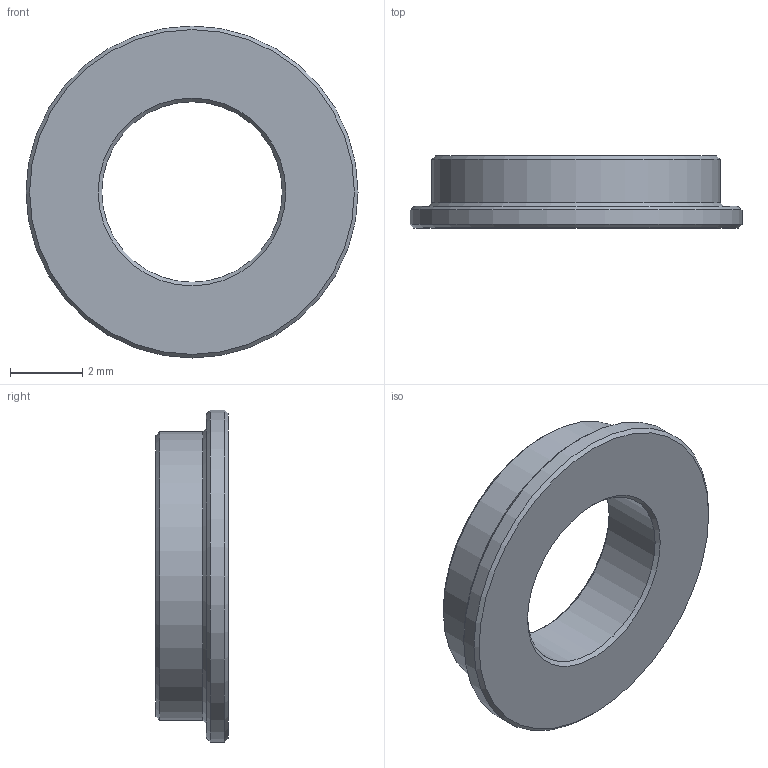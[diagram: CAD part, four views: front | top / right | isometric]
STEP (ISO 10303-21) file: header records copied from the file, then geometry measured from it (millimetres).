
FILE_DESCRIPTION(/* description */ (''),/* implementation_level */ '2;1');
FILE_NAME(/* name */ 'MF85_BEARING.step',/* time_stamp */ '2023-01-07T19:04:08+01:00',/* author */ (''),/* organization */ (''),/* preprocessor_version */ 'ST-DEVELOPER v19.2',/* originating_system */ 'Autodesk Translation Framework v11.17.0.187',/* authorisation */ '');
FILE_SCHEMA (('AUTOMOTIVE_DESIGN { 1 0 10303 214 3 1 1 }'));
Length unit declared in the file: millimetre
Products named in the file (1): MF85_BEARING
Bounding box: 9.2 x 2 x 9.2 mm (x, y, z)
Volume: 70.5 mm3; surface area: 169.5 mm2
Topology: 1 solids, 1 shells, 12 faces, 27 edges, 18 vertices
Faces by surface type: cone 6, plane 3, cylinder 3
Full cylindrical faces by diameter (mm): 5 x1, 8 x1, 9.2 x1
Entity records: 393 total; most frequent: DIRECTION 71, CARTESIAN_POINT 58, ORIENTED_EDGE 54, AXIS2_PLACEMENT_3D 31, EDGE_CURVE 27, CIRCLE 18, VERTEX_POINT 18, EDGE_LOOP 15
